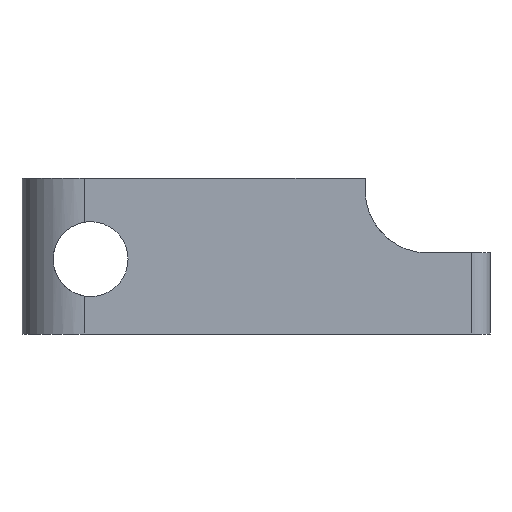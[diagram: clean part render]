
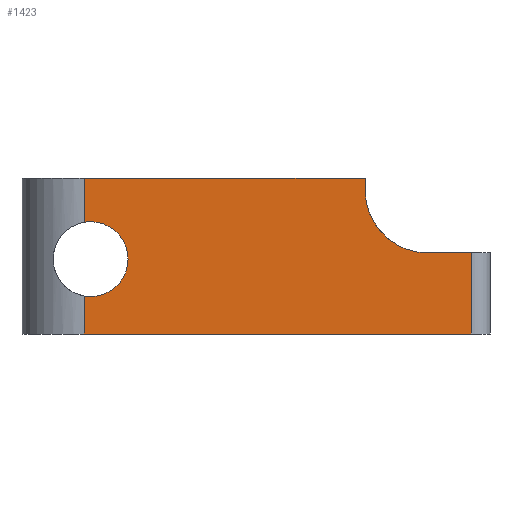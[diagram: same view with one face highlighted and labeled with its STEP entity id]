
A CAD part, left-side view. The second image highlights one B-rep face of the part: STEP entity #1423.
In plain terms, the highlighted planar face has unit normal (-1, 0, 0).
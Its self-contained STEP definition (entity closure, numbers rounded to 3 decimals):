
#2 = DIRECTION ( 'NONE',  ( 1., 0., 0. ) ) ;
#11 = CARTESIAN_POINT ( 'NONE',  ( -19., -17., 0.5 ) ) ;
#50 = DIRECTION ( 'NONE',  ( 0., 0., -1. ) ) ;
#70 = LINE ( 'NONE', #1674, #1427 ) ;
#75 = CARTESIAN_POINT ( 'NONE',  ( -19., -10., 0.5 ) ) ;
#91 = ORIENTED_EDGE ( 'NONE', *, *, #712, .T. ) ;
#152 = CARTESIAN_POINT ( 'NONE',  ( -19., 0., 10.5 ) ) ;
#173 = DIRECTION ( 'NONE',  ( 0., 0., -1. ) ) ;
#178 = DIRECTION ( 'NONE',  ( 0., 0., -1. ) ) ;
#185 = CIRCLE ( 'NONE', #190, 6. ) ;
#187 = CARTESIAN_POINT ( 'NONE',  ( -19., 0., 12.5 ) ) ;
#190 = AXIS2_PLACEMENT_3D ( 'NONE', #450, #618, #1182 ) ;
#196 = LINE ( 'NONE', #2089, #1637 ) ;
#212 = EDGE_CURVE ( 'NONE', #1580, #825, #185, .T. ) ;
#245 = CARTESIAN_POINT ( 'NONE',  ( -19., 44., -0.5 ) ) ;
#317 = VERTEX_POINT ( 'NONE', #75 ) ;
#337 = CARTESIAN_POINT ( 'NONE',  ( -19., 55., -12.5 ) ) ;
#398 = AXIS2_PLACEMENT_3D ( 'NONE', #496, #1802, #1075 ) ;
#413 = CARTESIAN_POINT ( 'NONE',  ( -19., 45., -6.416 ) ) ;
#422 = VECTOR ( 'NONE', #2333, 1000. ) ;
#426 = AXIS2_PLACEMENT_3D ( 'NONE', #337, #910, #546 ) ;
#439 = VERTEX_POINT ( 'NONE', #1230 ) ;
#450 = CARTESIAN_POINT ( 'NONE',  ( -19., 44., -0.5 ) ) ;
#472 = ORIENTED_EDGE ( 'NONE', *, *, #778, .F. ) ;
#496 = CARTESIAN_POINT ( 'NONE',  ( -19., -10., 10.5 ) ) ;
#518 = CARTESIAN_POINT ( 'NONE',  ( -19., 55., 12.5 ) ) ;
#546 = DIRECTION ( 'NONE',  ( 0., 0., -1. ) ) ;
#618 = DIRECTION ( 'NONE',  ( 1., 0., 0. ) ) ;
#625 = LINE ( 'NONE', #1692, #1297 ) ;
#634 = CARTESIAN_POINT ( 'NONE',  ( -19., -17., -12.5 ) ) ;
#712 = EDGE_CURVE ( 'NONE', #1966, #439, #70, .T. ) ;
#716 = CARTESIAN_POINT ( 'NONE',  ( -19., 44., -6.5 ) ) ;
#725 = ORIENTED_EDGE ( 'NONE', *, *, #212, .T. ) ;
#747 = EDGE_CURVE ( 'NONE', #1519, #1118, #625, .T. ) ;
#778 = EDGE_CURVE ( 'NONE', #2193, #1118, #1013, .T. ) ;
#785 = ORIENTED_EDGE ( 'NONE', *, *, #1586, .T. ) ;
#800 = LINE ( 'NONE', #1917, #1356 ) ;
#821 = EDGE_LOOP ( 'NONE', ( #785, #1228, #1812, #1192, #2073, #472, #2167, #725, #1088, #2026, #91 ) ) ;
#825 = VERTEX_POINT ( 'NONE', #1592 ) ;
#827 = DIRECTION ( 'NONE',  ( 1., 0., 0. ) ) ;
#864 = CIRCLE ( 'NONE', #398, 10. ) ;
#896 = EDGE_CURVE ( 'NONE', #317, #1519, #864, .T. ) ;
#910 = DIRECTION ( 'NONE',  ( 1., 0., 0. ) ) ;
#1003 = VERTEX_POINT ( 'NONE', #716 ) ;
#1013 = LINE ( 'NONE', #518, #422 ) ;
#1075 = DIRECTION ( 'NONE',  ( 0., 0., -1. ) ) ;
#1088 = ORIENTED_EDGE ( 'NONE', *, *, #2407, .T. ) ;
#1118 = VERTEX_POINT ( 'NONE', #187 ) ;
#1155 = DIRECTION ( 'NONE',  ( 0., -1., 0. ) ) ;
#1182 = DIRECTION ( 'NONE',  ( 0., 0., -1. ) ) ;
#1192 = ORIENTED_EDGE ( 'NONE', *, *, #896, .T. ) ;
#1206 = EDGE_CURVE ( 'NONE', #2193, #1580, #800, .T. ) ;
#1222 = CIRCLE ( 'NONE', #1283, 6. ) ;
#1228 = ORIENTED_EDGE ( 'NONE', *, *, #1870, .T. ) ;
#1230 = CARTESIAN_POINT ( 'NONE',  ( -19., 45., -12.5 ) ) ;
#1253 = AXIS2_PLACEMENT_3D ( 'NONE', #245, #827, #2307 ) ;
#1259 = CIRCLE ( 'NONE', #1253, 6. ) ;
#1283 = AXIS2_PLACEMENT_3D ( 'NONE', #2244, #2, #173 ) ;
#1297 = VECTOR ( 'NONE', #1876, 1000. ) ;
#1324 = CARTESIAN_POINT ( 'NONE',  ( -19., 45., 5.416 ) ) ;
#1331 = EDGE_CURVE ( 'NONE', #2399, #317, #1559, .T. ) ;
#1356 = VECTOR ( 'NONE', #50, 1000. ) ;
#1423 = ADVANCED_FACE ( 'NONE', ( #1940 ), #1647, .F. ) ;
#1427 = VECTOR ( 'NONE', #178, 1000. ) ;
#1429 = CARTESIAN_POINT ( 'NONE',  ( -19., -17., -12.5 ) ) ;
#1519 = VERTEX_POINT ( 'NONE', #152 ) ;
#1559 = LINE ( 'NONE', #2365, #1708 ) ;
#1580 = VERTEX_POINT ( 'NONE', #1324 ) ;
#1586 = EDGE_CURVE ( 'NONE', #439, #2190, #196, .T. ) ;
#1592 = CARTESIAN_POINT ( 'NONE',  ( -19., 44., 5.5 ) ) ;
#1637 = VECTOR ( 'NONE', #1155, 1000. ) ;
#1645 = EDGE_CURVE ( 'NONE', #1003, #1966, #1259, .T. ) ;
#1647 = PLANE ( 'NONE',  #426 ) ;
#1674 = CARTESIAN_POINT ( 'NONE',  ( -19., 45., -12.5 ) ) ;
#1692 = CARTESIAN_POINT ( 'NONE',  ( -19., 0., -12.5 ) ) ;
#1708 = VECTOR ( 'NONE', #2378, 1000. ) ;
#1802 = DIRECTION ( 'NONE',  ( 1., 0., 0. ) ) ;
#1812 = ORIENTED_EDGE ( 'NONE', *, *, #1331, .T. ) ;
#1870 = EDGE_CURVE ( 'NONE', #2190, #2399, #2132, .T. ) ;
#1876 = DIRECTION ( 'NONE',  ( 0., 0., 1. ) ) ;
#1917 = CARTESIAN_POINT ( 'NONE',  ( -19., 45., -12.5 ) ) ;
#1940 = FACE_OUTER_BOUND ( 'NONE', #821, .T. ) ;
#1966 = VERTEX_POINT ( 'NONE', #413 ) ;
#1981 = CARTESIAN_POINT ( 'NONE',  ( -19., 45., 12.5 ) ) ;
#2026 = ORIENTED_EDGE ( 'NONE', *, *, #1645, .T. ) ;
#2070 = VECTOR ( 'NONE', #2152, 1000. ) ;
#2073 = ORIENTED_EDGE ( 'NONE', *, *, #747, .T. ) ;
#2089 = CARTESIAN_POINT ( 'NONE',  ( -19., 55., -12.5 ) ) ;
#2132 = LINE ( 'NONE', #634, #2070 ) ;
#2152 = DIRECTION ( 'NONE',  ( 0., 0., 1. ) ) ;
#2167 = ORIENTED_EDGE ( 'NONE', *, *, #1206, .T. ) ;
#2190 = VERTEX_POINT ( 'NONE', #1429 ) ;
#2193 = VERTEX_POINT ( 'NONE', #1981 ) ;
#2244 = CARTESIAN_POINT ( 'NONE',  ( -19., 44., -0.5 ) ) ;
#2307 = DIRECTION ( 'NONE',  ( 0., 0., -1. ) ) ;
#2333 = DIRECTION ( 'NONE',  ( 0., -1., 0. ) ) ;
#2365 = CARTESIAN_POINT ( 'NONE',  ( -19., -20., 0.5 ) ) ;
#2378 = DIRECTION ( 'NONE',  ( 0., 1., 0. ) ) ;
#2399 = VERTEX_POINT ( 'NONE', #11 ) ;
#2407 = EDGE_CURVE ( 'NONE', #825, #1003, #1222, .T. ) ;
